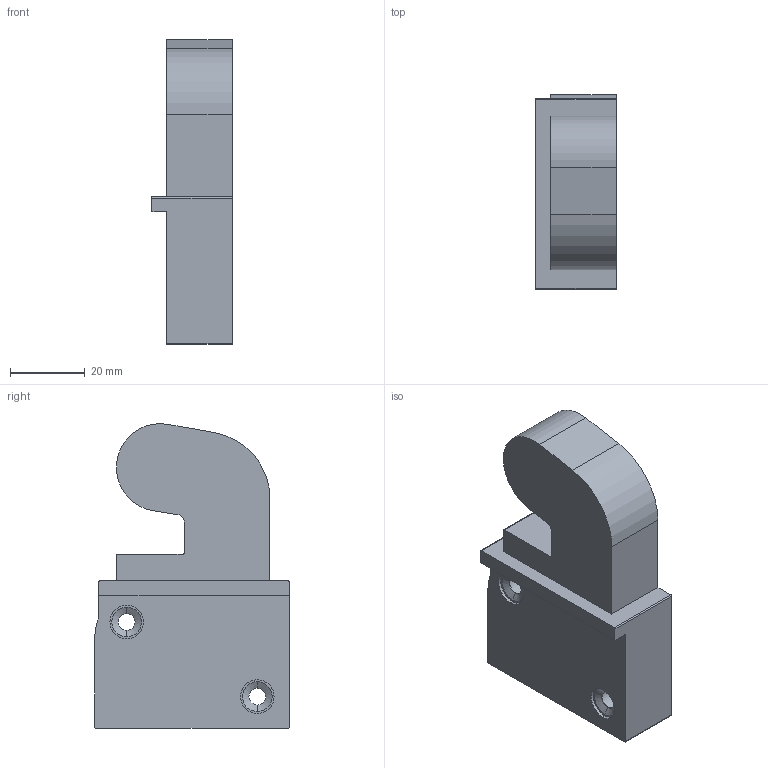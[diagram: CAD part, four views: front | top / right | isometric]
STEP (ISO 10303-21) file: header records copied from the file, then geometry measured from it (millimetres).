
FILE_DESCRIPTION (( 'STEP AP203' ), '1' );
FILE_NAME ('酘盄旰裔Cable box left.STEP', '2018-09-07T01:21:26', ( '' ), ( '' ), 'SwSTEP 2.0', 'SolidWorks 2017', '' );
FILE_SCHEMA (( 'CONFIG_CONTROL_DESIGN' ));
Length unit declared in the file: millimetre
Products named in the file (1): 酘盄旰裔Cable box left
Bounding box: 21.5 x 52.2 x 81.65 mm (x, y, z)
Volume: 15009.1 mm3; surface area: 16919.5 mm2
Topology: 1 solids, 1 shells, 78 faces, 203 edges, 134 vertices
Faces by surface type: cylinder 38, plane 36, cone 4
Entity records: 2500 total; most frequent: DIRECTION 441, CARTESIAN_POINT 416, ORIENTED_EDGE 406, EDGE_CURVE 203, AXIS2_PLACEMENT_3D 159, VERTEX_POINT 134, VECTOR 123, LINE 123
